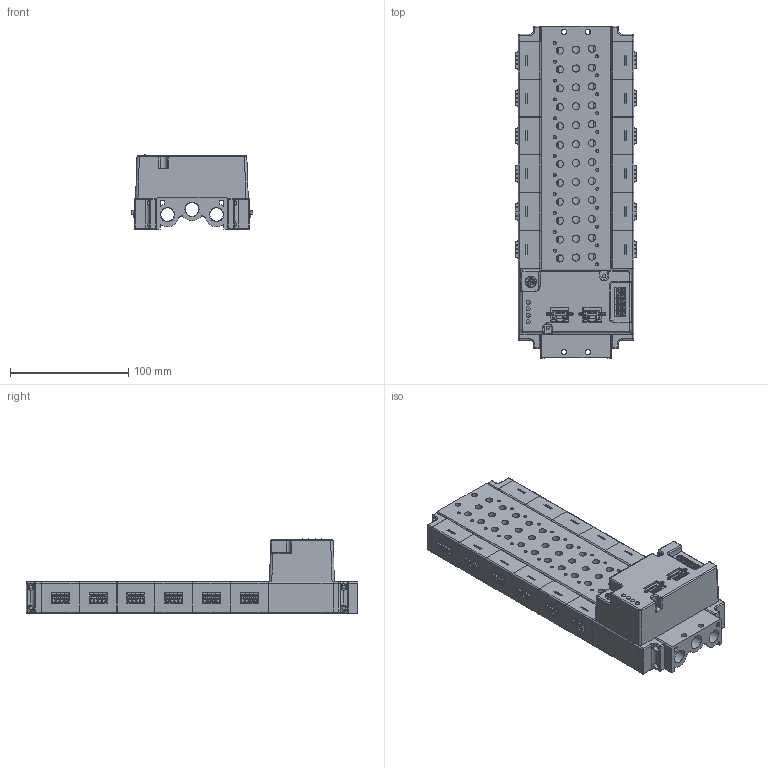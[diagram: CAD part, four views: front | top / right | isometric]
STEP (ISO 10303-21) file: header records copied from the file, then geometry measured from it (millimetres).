
FILE_DESCRIPTION(/* description */ (''),/* implementation_level */ '2;1');
FILE_NAME(/* name */ '',/* time_stamp */ '2025-01-20T14:53:02+08:00',/* author */ (''),/* organization */ (''),/* preprocessor_version */ 'ST-DEVELOPER v14',/* originating_system */ 'SIEMENS PLM Software NX 8.0',/* authorisation */ '');
FILE_SCHEMA (('AUTOMOTIVE_DESIGN { 1 0 10303 214 3 1 1 1 }'));
Products named in the file (1): Admi344802A2d4lt
Bounding box: 102.96 x 281 x 63.34 mm (x, y, z)
Volume: 679720.2 mm3; surface area: 196329.3 mm2
Topology: 2 solids, 3 shells, 6904 faces, 20009 edges, 13021 vertices
Faces by surface type: plane 5186, cylinder 1232, bspline 174, extrusion 102, cone 79, sphere 68, torus 63
Full cylindrical faces by diameter (mm): 0.45 x48, 1.8 x4, 2.5 x24, 2.7 x2, 3 x12, 3.2 x12, 3.221 x4, 3.5 x4, 4 x1, 4.5 x4, 5.5 x8, 6 x36, 9.6 x1, 9.8 x1, 11.5 x5, 11.8 x6
Entity records: 238437 total; most frequent: CARTESIAN_POINT 57508, ORIENTED_EDGE 39014, DIRECTION 35521, EDGE_CURVE 19507, VECTOR 15151, LINE 15049, VERTEX_POINT 12877, AXIS2_PLACEMENT_3D 10185
